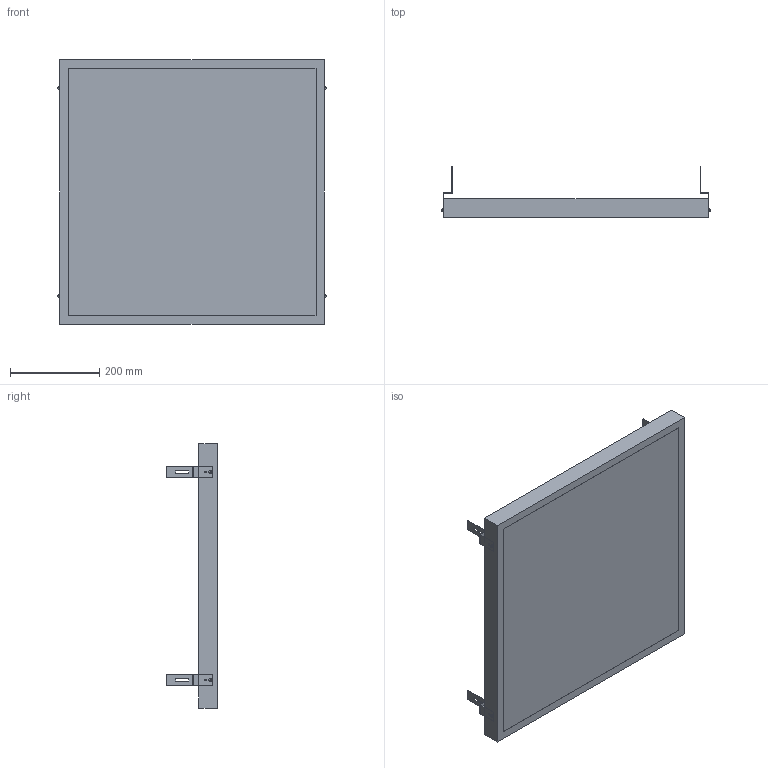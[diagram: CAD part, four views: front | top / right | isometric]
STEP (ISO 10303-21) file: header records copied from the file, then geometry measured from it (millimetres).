
FILE_DESCRIPTION (( 'STEP AP214' ), '1' );
FILE_NAME ('LDVO1-404045GL-40-MP-K01 Ñâåòîäèîäíàÿ ïàíåëü ÄÂÎ 404045-ÌÐ,Ãðèëüÿòòî,40Âò,4500Ê,ïðèçìà IEK.STEP', '2017-08-16T09:07:05', ( '' ), ( '' ), 'SwSTEP 2.0', 'SolidWorks 2014', '' );
FILE_SCHEMA (( 'AUTOMOTIVE_DESIGN' ));
Length unit declared in the file: millimetre
Products named in the file (1): LDVO1-404045GL-40-MP-K01 Ñâåòîäèîäíàÿ ïàíåëü ÄÂÎ 404045-ÌÐ,Ãðèëüÿòòî,40Âò,4500Ê,ïðèçìà IEK
Bounding box: 603.41 x 113.75 x 595 mm (x, y, z)
Volume: 9400223.4 mm3; surface area: 1561206.5 mm2
Topology: 3 solids, 4 shells, 115 faces, 286 edges, 188 vertices
Faces by surface type: plane 93, cylinder 14, torus 8
Entity records: 3666 total; most frequent: CARTESIAN_POINT 830, ORIENTED_EDGE 572, DIRECTION 554, EDGE_CURVE 286, VECTOR 218, LINE 218, VERTEX_POINT 188, AXIS2_PLACEMENT_3D 168
